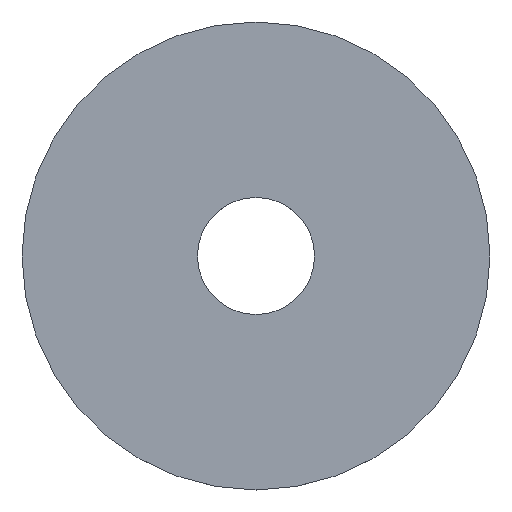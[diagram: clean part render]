
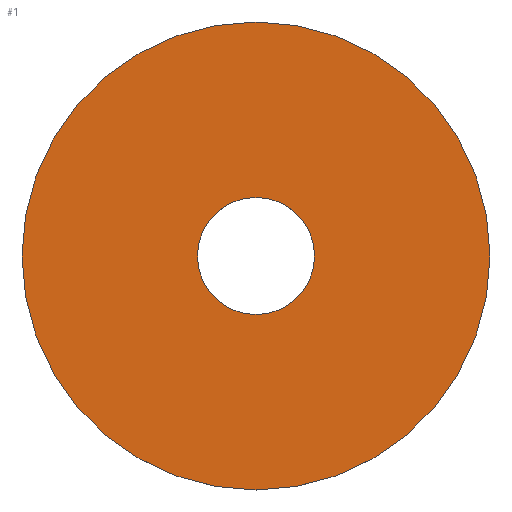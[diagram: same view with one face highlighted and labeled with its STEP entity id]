
A CAD part, top view. The second image highlights one B-rep face of the part: STEP entity #1.
In plain terms, the highlighted planar face has unit normal (0, 0, 1).
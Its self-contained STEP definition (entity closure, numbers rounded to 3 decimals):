
#1 = ADVANCED_FACE ( 'NONE', ( #27, #4 ), #105, .T. ) ;
#3 = ORIENTED_EDGE ( 'NONE', *, *, #127, .T. ) ;
#4 = FACE_OUTER_BOUND ( 'NONE', #25, .T. ) ;
#11 = EDGE_CURVE ( 'NONE', #109, #109, #38, .T. ) ;
#15 = CARTESIAN_POINT ( 'NONE',  ( 0., 0., 0.6 ) ) ;
#25 = EDGE_LOOP ( 'NONE', ( #163 ) ) ;
#27 = FACE_BOUND ( 'NONE', #40, .T. ) ;
#37 = VERTEX_POINT ( 'NONE', #164 ) ;
#38 = CIRCLE ( 'NONE', #134, 20. ) ;
#40 = EDGE_LOOP ( 'NONE', ( #3 ) ) ;
#43 = DIRECTION ( 'NONE',  ( 0., 0., -1. ) ) ;
#53 = DIRECTION ( 'NONE',  ( 0., 0., -1. ) ) ;
#68 = DIRECTION ( 'NONE',  ( 0., -1., 0. ) ) ;
#71 = CARTESIAN_POINT ( 'NONE',  ( 0., 0., 0.6 ) ) ;
#105 = PLANE ( 'NONE',  #107 ) ;
#107 = AXIS2_PLACEMENT_3D ( 'NONE', #133, #120, #68 ) ;
#109 = VERTEX_POINT ( 'NONE', #155 ) ;
#120 = DIRECTION ( 'NONE',  ( 0., 0., 1. ) ) ;
#127 = EDGE_CURVE ( 'NONE', #37, #37, #140, .T. ) ;
#129 = AXIS2_PLACEMENT_3D ( 'NONE', #71, #53, #162 ) ;
#133 = CARTESIAN_POINT ( 'NONE',  ( 0., 5., 0.6 ) ) ;
#134 = AXIS2_PLACEMENT_3D ( 'NONE', #15, #43, #136 ) ;
#136 = DIRECTION ( 'NONE',  ( 0., 1., 0. ) ) ;
#140 = CIRCLE ( 'NONE', #129, 5. ) ;
#155 = CARTESIAN_POINT ( 'NONE',  ( 0., 20., 0.6 ) ) ;
#162 = DIRECTION ( 'NONE',  ( 0., 1., 0. ) ) ;
#163 = ORIENTED_EDGE ( 'NONE', *, *, #11, .F. ) ;
#164 = CARTESIAN_POINT ( 'NONE',  ( 0., 5., 0.6 ) ) ;
